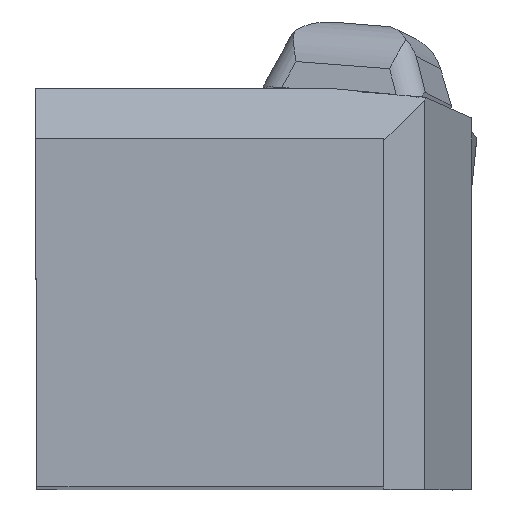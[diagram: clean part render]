
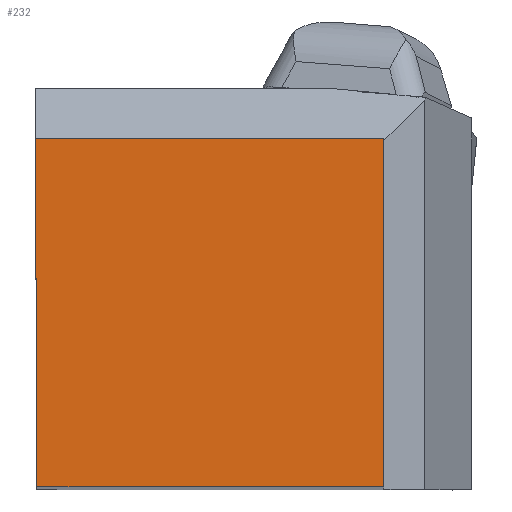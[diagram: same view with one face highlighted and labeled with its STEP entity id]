
A CAD part, top view. The second image highlights one B-rep face of the part: STEP entity #232.
In plain terms, the highlighted planar face has unit normal (0, 0, 1).
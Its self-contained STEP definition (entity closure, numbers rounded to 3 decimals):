
#157=FACE_OUTER_BOUND('',#376,.T.);
#232=ADVANCED_FACE('BLANK_BOXF006',(#157),#296,.F.);
#296=PLANE('',#1646);
#376=EDGE_LOOP('',(#626,#627,#628,#629));
#626=ORIENTED_EDGE('',*,*,#1109,.T.);
#627=ORIENTED_EDGE('',*,*,#1110,.T.);
#628=ORIENTED_EDGE('',*,*,#1106,.T.);
#629=ORIENTED_EDGE('',*,*,#1088,.T.);
#930=VERTEX_POINT('',#2388);
#931=VERTEX_POINT('',#2390);
#942=VERTEX_POINT('',#2424);
#944=VERTEX_POINT('',#2430);
#1088=EDGE_CURVE('',#931,#930,#1270,.T.);
#1106=EDGE_CURVE('',#942,#931,#1286,.T.);
#1109=EDGE_CURVE('',#930,#944,#1289,.T.);
#1110=EDGE_CURVE('',#944,#942,#1290,.T.);
#1270=LINE('',#2389,#1428);
#1286=LINE('',#2423,#1444);
#1289=LINE('',#2429,#1447);
#1290=LINE('',#2431,#1448);
#1428=VECTOR('',#1891,1.);
#1444=VECTOR('',#1921,1.);
#1447=VECTOR('',#1926,1.);
#1448=VECTOR('',#1927,1.);
#1646=AXIS2_PLACEMENT_3D('',#2432,#1928,#1929);
#1891=DIRECTION('',(1.,0.,0.));
#1921=DIRECTION('',(0.004,-1.,0.));
#1926=DIRECTION('',(0.,1.,0.));
#1927=DIRECTION('',(-1.,0.,0.));
#1928=DIRECTION('',(0.,0.,-1.));
#1929=DIRECTION('',(1.,0.,0.));
#2388=CARTESIAN_POINT('',(31.85,0.,0.));
#2389=CARTESIAN_POINT('',(-179.35,0.,0.));
#2390=CARTESIAN_POINT('',(0.139,0.,0.));
#2423=CARTESIAN_POINT('',(-0.644,179.348,0.));
#2424=CARTESIAN_POINT('',(0.,31.85,0.));
#2429=CARTESIAN_POINT('',(31.85,-179.35,0.));
#2430=CARTESIAN_POINT('',(31.85,31.85,0.));
#2431=CARTESIAN_POINT('',(179.35,31.85,0.));
#2432=CARTESIAN_POINT('',(48.35,-5.,0.));
